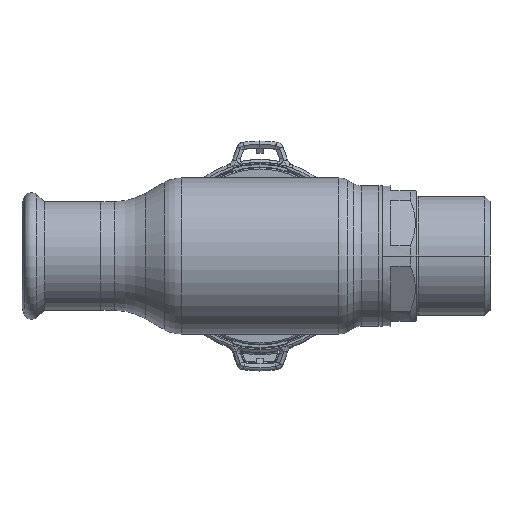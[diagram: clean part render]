
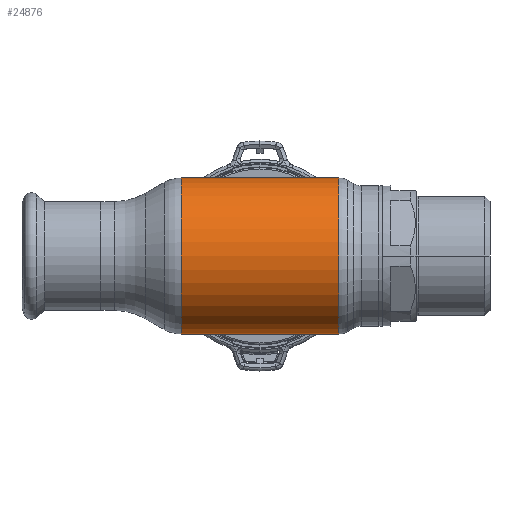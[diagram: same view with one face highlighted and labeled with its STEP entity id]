
A CAD part, front view. The second image highlights one B-rep face of the part: STEP entity #24876.
In plain terms, the highlighted cylindrical face has radius 27.5 mm (diameter 55 mm), a partial arc.
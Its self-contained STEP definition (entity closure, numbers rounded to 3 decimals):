
#494 = EDGE_LOOP ( 'NONE', ( #9133, #20481, #26755, #33895 ) ) ;
#634 = CYLINDRICAL_SURFACE ( 'NONE', #7576, 27.5 ) ;
#1237 = LINE ( 'NONE', #12723, #28141 ) ;
#1344 = DIRECTION ( 'NONE',  ( 0., 0., 1. ) ) ;
#1347 = CARTESIAN_POINT ( 'NONE',  ( 27.785, 0., -27.5 ) ) ;
#3506 = CARTESIAN_POINT ( 'NONE',  ( 27.785, 0., 27.5 ) ) ;
#4168 = DIRECTION ( 'NONE',  ( -1., 0., 0. ) ) ;
#7576 = AXIS2_PLACEMENT_3D ( 'NONE', #24460, #12299, #36410 ) ;
#7900 = EDGE_CURVE ( 'NONE', #24359, #11540, #21752, .T. ) ;
#7992 = CIRCLE ( 'NONE', #37336, 27.5 ) ;
#9133 = ORIENTED_EDGE ( 'NONE', *, *, #13510, .F. ) ;
#9247 = AXIS2_PLACEMENT_3D ( 'NONE', #34559, #26113, #38063 ) ;
#9996 = VERTEX_POINT ( 'NONE', #37985 ) ;
#10517 = CARTESIAN_POINT ( 'NONE',  ( 27.785, 0., 0. ) ) ;
#11540 = VERTEX_POINT ( 'NONE', #26993 ) ;
#12299 = DIRECTION ( 'NONE',  ( -1., 0., 0. ) ) ;
#12696 = FACE_OUTER_BOUND ( 'NONE', #494, .T. ) ;
#12723 = CARTESIAN_POINT ( 'NONE',  ( -62.69, 0., -27.5 ) ) ;
#13510 = EDGE_CURVE ( 'NONE', #37238, #9996, #1237, .T. ) ;
#13829 = DIRECTION ( 'NONE',  ( -1., 0., 0. ) ) ;
#15652 = VECTOR ( 'NONE', #4168, 1000. ) ;
#16006 = EDGE_CURVE ( 'NONE', #37238, #24359, #7992, .T. ) ;
#16527 = EDGE_CURVE ( 'NONE', #9996, #11540, #24236, .T. ) ;
#18994 = CARTESIAN_POINT ( 'NONE',  ( -62.69, 0., 27.5 ) ) ;
#20481 = ORIENTED_EDGE ( 'NONE', *, *, #16006, .T. ) ;
#21752 = LINE ( 'NONE', #18994, #15652 ) ;
#24236 = CIRCLE ( 'NONE', #9247, 27.5 ) ;
#24359 = VERTEX_POINT ( 'NONE', #3506 ) ;
#24460 = CARTESIAN_POINT ( 'NONE',  ( -62.69, 0., 0. ) ) ;
#24876 = ADVANCED_FACE ( 'NONE', ( #12696 ), #634, .T. ) ;
#26113 = DIRECTION ( 'NONE',  ( -1., 0., 0. ) ) ;
#26755 = ORIENTED_EDGE ( 'NONE', *, *, #7900, .T. ) ;
#26993 = CARTESIAN_POINT ( 'NONE',  ( -27.785, 0., 27.5 ) ) ;
#28141 = VECTOR ( 'NONE', #13829, 1000. ) ;
#33895 = ORIENTED_EDGE ( 'NONE', *, *, #16527, .F. ) ;
#34559 = CARTESIAN_POINT ( 'NONE',  ( -27.785, 0., 0. ) ) ;
#36410 = DIRECTION ( 'NONE',  ( 0., 0., 1. ) ) ;
#37238 = VERTEX_POINT ( 'NONE', #1347 ) ;
#37336 = AXIS2_PLACEMENT_3D ( 'NONE', #10517, #37900, #1344 ) ;
#37900 = DIRECTION ( 'NONE',  ( -1., 0., 0. ) ) ;
#37985 = CARTESIAN_POINT ( 'NONE',  ( -27.785, 0., -27.5 ) ) ;
#38063 = DIRECTION ( 'NONE',  ( 0., 0., 1. ) ) ;
